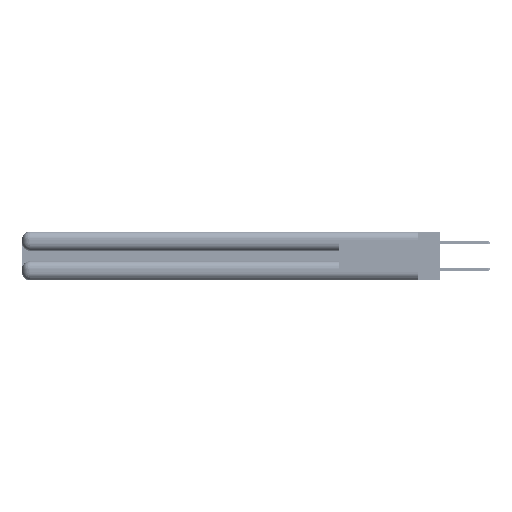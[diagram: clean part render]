
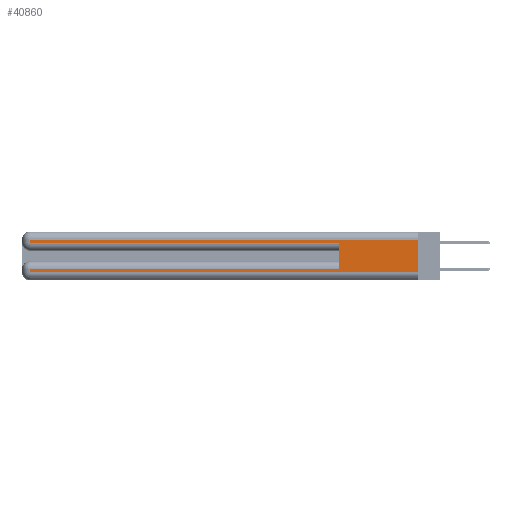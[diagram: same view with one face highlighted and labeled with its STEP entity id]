
A CAD part, left-side view. The second image highlights one B-rep face of the part: STEP entity #40860.
In plain terms, the highlighted planar face has unit normal (-1, 0, 0).
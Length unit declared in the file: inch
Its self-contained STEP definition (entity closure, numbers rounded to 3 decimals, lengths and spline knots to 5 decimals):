
#416 = VECTOR ( 'NONE', #42208, 39.37008 ) ;
#525 = VECTOR ( 'NONE', #12422, 39.37008 ) ;
#1618 = EDGE_CURVE ( 'NONE', #22856, #42553, #50433, .T. ) ;
#3329 = VECTOR ( 'NONE', #23333, 39.37008 ) ;
#3469 = ORIENTED_EDGE ( 'NONE', *, *, #22729, .T. ) ;
#5408 = CARTESIAN_POINT ( 'NONE',  ( 0., 2.94, 0.285 ) ) ;
#6425 = EDGE_CURVE ( 'NONE', #22856, #33738, #19645, .T. ) ;
#6935 = VERTEX_POINT ( 'NONE', #5408 ) ;
#7152 = CARTESIAN_POINT ( 'NONE',  ( 0., 0., 0.31 ) ) ;
#9969 = DIRECTION ( 'NONE',  ( 0., -1., 0. ) ) ;
#10075 = VECTOR ( 'NONE', #36275, 39.37008 ) ;
#12053 = CARTESIAN_POINT ( 'NONE',  ( 0., 2.94, 0.085 ) ) ;
#12422 = DIRECTION ( 'NONE',  ( 0., 1., 0. ) ) ;
#13259 = DIRECTION ( 'NONE',  ( 0., 0., -1. ) ) ;
#13400 = CARTESIAN_POINT ( 'NONE',  ( 0., 0.6, 0.085 ) ) ;
#14856 = VERTEX_POINT ( 'NONE', #12053 ) ;
#16708 = EDGE_CURVE ( 'NONE', #33573, #14856, #21378, .T. ) ;
#18349 = CARTESIAN_POINT ( 'NONE',  ( 0., 0., 0.06 ) ) ;
#19126 = CARTESIAN_POINT ( 'NONE',  ( 0., 0., 0.37 ) ) ;
#19645 = LINE ( 'NONE', #19126, #3329 ) ;
#19653 = CARTESIAN_POINT ( 'NONE',  ( 0., 2.94, 0.06 ) ) ;
#21378 = LINE ( 'NONE', #23715, #525 ) ;
#21622 = PLANE ( 'NONE',  #38232 ) ;
#22557 = VECTOR ( 'NONE', #52831, 39.37008 ) ;
#22729 = EDGE_CURVE ( 'NONE', #42553, #6935, #39036, .T. ) ;
#22856 = VERTEX_POINT ( 'NONE', #46194 ) ;
#23333 = DIRECTION ( 'NONE',  ( 0., 0., -1. ) ) ;
#23715 = CARTESIAN_POINT ( 'NONE',  ( 0., 0., 0.085 ) ) ;
#24919 = CARTESIAN_POINT ( 'NONE',  ( 0., 2.94, 0.37 ) ) ;
#25287 = DIRECTION ( 'NONE',  ( 1., 0., 0. ) ) ;
#25467 = EDGE_CURVE ( 'NONE', #14856, #38875, #31685, .T. ) ;
#25768 = VECTOR ( 'NONE', #43469, 39.37008 ) ;
#25968 = CARTESIAN_POINT ( 'NONE',  ( 0., 0.6, 0.285 ) ) ;
#26859 = ORIENTED_EDGE ( 'NONE', *, *, #53602, .T. ) ;
#27570 = ORIENTED_EDGE ( 'NONE', *, *, #6425, .F. ) ;
#27747 = CARTESIAN_POINT ( 'NONE',  ( 0., 2.94, 0.37 ) ) ;
#29399 = EDGE_LOOP ( 'NONE', ( #27570, #31864, #3469, #26859, #52088, #31798, #52611, #34513 ) ) ;
#29670 = LINE ( 'NONE', #18349, #25768 ) ;
#31685 = LINE ( 'NONE', #27747, #22557 ) ;
#31798 = ORIENTED_EDGE ( 'NONE', *, *, #16708, .T. ) ;
#31819 = VECTOR ( 'NONE', #45841, 39.37008 ) ;
#31864 = ORIENTED_EDGE ( 'NONE', *, *, #1618, .T. ) ;
#33573 = VERTEX_POINT ( 'NONE', #13400 ) ;
#33738 = VERTEX_POINT ( 'NONE', #43609 ) ;
#34513 = ORIENTED_EDGE ( 'NONE', *, *, #34770, .T. ) ;
#34770 = EDGE_CURVE ( 'NONE', #38875, #33738, #29670, .T. ) ;
#34957 = LINE ( 'NONE', #38199, #416 ) ;
#35745 = LINE ( 'NONE', #47099, #45534 ) ;
#36275 = DIRECTION ( 'NONE',  ( 0., 1., 0. ) ) ;
#38199 = CARTESIAN_POINT ( 'NONE',  ( 0., 0.6, 0.145 ) ) ;
#38232 = AXIS2_PLACEMENT_3D ( 'NONE', #41665, #25287, #13259 ) ;
#38875 = VERTEX_POINT ( 'NONE', #19653 ) ;
#39036 = LINE ( 'NONE', #24919, #31819 ) ;
#40860 = ADVANCED_FACE ( 'NONE', ( #49847 ), #21622, .F. ) ;
#41215 = CARTESIAN_POINT ( 'NONE',  ( 0., 2.94, 0.31 ) ) ;
#41665 = CARTESIAN_POINT ( 'NONE',  ( 0., 0., 0.37 ) ) ;
#42208 = DIRECTION ( 'NONE',  ( 0., 0., 1. ) ) ;
#42553 = VERTEX_POINT ( 'NONE', #41215 ) ;
#43469 = DIRECTION ( 'NONE',  ( 0., -1., 0. ) ) ;
#43609 = CARTESIAN_POINT ( 'NONE',  ( 0., 0., 0.06 ) ) ;
#45534 = VECTOR ( 'NONE', #9969, 39.37008 ) ;
#45841 = DIRECTION ( 'NONE',  ( 0., 0., -1. ) ) ;
#46194 = CARTESIAN_POINT ( 'NONE',  ( 0., 0., 0.31 ) ) ;
#47099 = CARTESIAN_POINT ( 'NONE',  ( 0., 0., 0.285 ) ) ;
#48668 = EDGE_CURVE ( 'NONE', #33573, #53648, #34957, .T. ) ;
#49847 = FACE_OUTER_BOUND ( 'NONE', #29399, .T. ) ;
#50433 = LINE ( 'NONE', #7152, #10075 ) ;
#52088 = ORIENTED_EDGE ( 'NONE', *, *, #48668, .F. ) ;
#52611 = ORIENTED_EDGE ( 'NONE', *, *, #25467, .T. ) ;
#52831 = DIRECTION ( 'NONE',  ( 0., 0., -1. ) ) ;
#53602 = EDGE_CURVE ( 'NONE', #6935, #53648, #35745, .T. ) ;
#53648 = VERTEX_POINT ( 'NONE', #25968 ) ;
